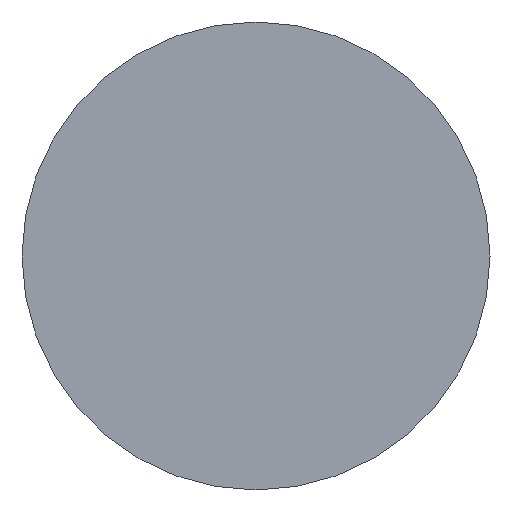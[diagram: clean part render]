
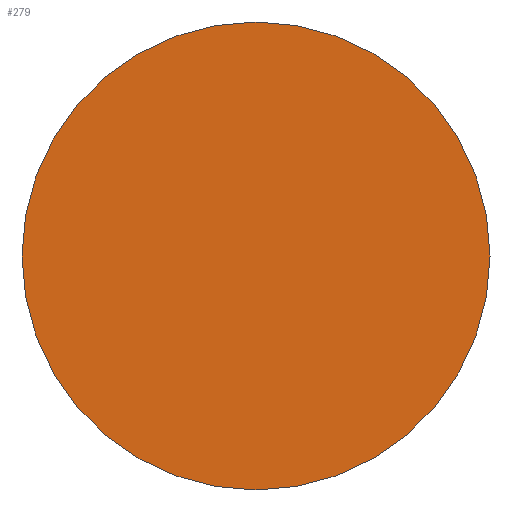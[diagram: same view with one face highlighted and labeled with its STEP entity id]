
A CAD part, front view. The second image highlights one B-rep face of the part: STEP entity #279.
In plain terms, the highlighted planar face has unit normal (0, -1, 0).
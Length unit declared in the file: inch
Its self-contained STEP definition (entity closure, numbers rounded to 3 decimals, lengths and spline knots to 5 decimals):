
#19 = DIRECTION ( 'NONE',  ( 0., 0., -1. ) ) ;
#33 = EDGE_CURVE ( 'NONE', #364, #172, #429, .T. ) ;
#37 = AXIS2_PLACEMENT_3D ( 'NONE', #151, #395, #217 ) ;
#44 = CIRCLE ( 'NONE', #302, 0.375 ) ;
#66 = CARTESIAN_POINT ( 'NONE',  ( 0., 0., -0.375 ) ) ;
#94 = DIRECTION ( 'NONE',  ( 0., -1., 0. ) ) ;
#110 = AXIS2_PLACEMENT_3D ( 'NONE', #276, #94, #411 ) ;
#149 = FACE_OUTER_BOUND ( 'NONE', #232, .T. ) ;
#151 = CARTESIAN_POINT ( 'NONE',  ( 0., 0., 0. ) ) ;
#172 = VERTEX_POINT ( 'NONE', #207 ) ;
#179 = DIRECTION ( 'NONE',  ( 0., -1., 0. ) ) ;
#207 = CARTESIAN_POINT ( 'NONE',  ( 0., 0., 0.375 ) ) ;
#217 = DIRECTION ( 'NONE',  ( 0., 0., -1. ) ) ;
#232 = EDGE_LOOP ( 'NONE', ( #254, #400 ) ) ;
#254 = ORIENTED_EDGE ( 'NONE', *, *, #33, .T. ) ;
#276 = CARTESIAN_POINT ( 'NONE',  ( 0., 0., 0. ) ) ;
#279 = ADVANCED_FACE ( 'NONE', ( #149 ), #404, .T. ) ;
#300 = CARTESIAN_POINT ( 'NONE',  ( 0., 0., 0. ) ) ;
#302 = AXIS2_PLACEMENT_3D ( 'NONE', #300, #179, #19 ) ;
#364 = VERTEX_POINT ( 'NONE', #66 ) ;
#395 = DIRECTION ( 'NONE',  ( 0., -1., 0. ) ) ;
#400 = ORIENTED_EDGE ( 'NONE', *, *, #444, .T. ) ;
#404 = PLANE ( 'NONE',  #110 ) ;
#411 = DIRECTION ( 'NONE',  ( 0., 0., -1. ) ) ;
#429 = CIRCLE ( 'NONE', #37, 0.375 ) ;
#444 = EDGE_CURVE ( 'NONE', #172, #364, #44, .T. ) ;
